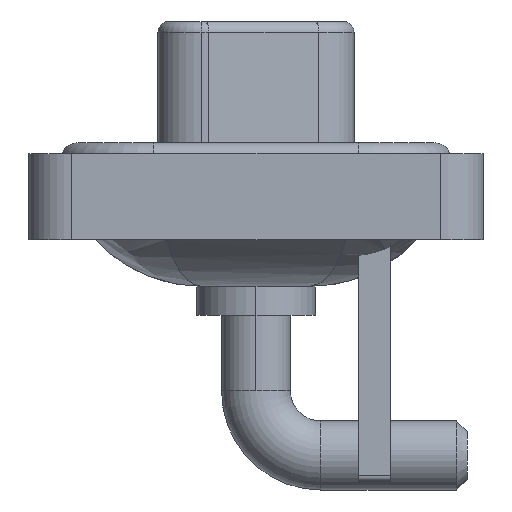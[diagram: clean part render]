
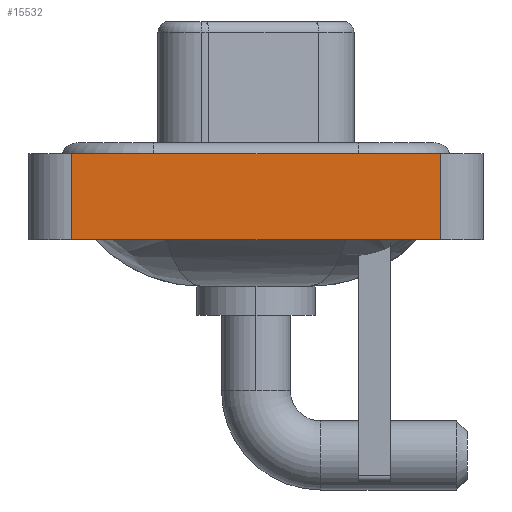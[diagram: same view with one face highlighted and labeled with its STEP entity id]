
A CAD part, left-side view. The second image highlights one B-rep face of the part: STEP entity #15532.
In plain terms, the highlighted planar face has unit normal (-1, 0, 0).
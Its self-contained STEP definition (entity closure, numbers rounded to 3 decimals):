
#402 = ORIENTED_EDGE ( 'NONE', *, *, #7011, .F. ) ;
#2101 = FACE_OUTER_BOUND ( 'NONE', #8656, .T. ) ;
#2287 = VECTOR ( 'NONE', #13689, 1000. ) ;
#2584 = CARTESIAN_POINT ( 'NONE',  ( -7.35, -8.55, -3.6 ) ) ;
#2726 = CARTESIAN_POINT ( 'NONE',  ( -7.35, 8.55, 0.4 ) ) ;
#4028 = VERTEX_POINT ( 'NONE', #2726 ) ;
#5494 = ORIENTED_EDGE ( 'NONE', *, *, #18426, .T. ) ;
#5657 = DIRECTION ( 'NONE',  ( 0., 0., 1. ) ) ;
#5825 = VERTEX_POINT ( 'NONE', #9399 ) ;
#5852 = CARTESIAN_POINT ( 'NONE',  ( -7.35, 8.55, -3.6 ) ) ;
#6496 = PLANE ( 'NONE',  #11164 ) ;
#6972 = DIRECTION ( 'NONE',  ( 0., -1., 0. ) ) ;
#7011 = EDGE_CURVE ( 'NONE', #12653, #4028, #17268, .T. ) ;
#7661 = VECTOR ( 'NONE', #16024, 1000. ) ;
#7884 = LINE ( 'NONE', #12449, #2287 ) ;
#8386 = ORIENTED_EDGE ( 'NONE', *, *, #10803, .F. ) ;
#8656 = EDGE_LOOP ( 'NONE', ( #5494, #8386, #402, #11111 ) ) ;
#8693 = CARTESIAN_POINT ( 'NONE',  ( -7.35, -8.55, 0.4 ) ) ;
#9399 = CARTESIAN_POINT ( 'NONE',  ( -7.35, -8.55, -3.6 ) ) ;
#9805 = LINE ( 'NONE', #12668, #13531 ) ;
#10803 = EDGE_CURVE ( 'NONE', #4028, #13867, #7884, .T. ) ;
#11111 = ORIENTED_EDGE ( 'NONE', *, *, #14246, .T. ) ;
#11163 = LINE ( 'NONE', #2584, #12730 ) ;
#11164 = AXIS2_PLACEMENT_3D ( 'NONE', #12288, #16865, #16676 ) ;
#12288 = CARTESIAN_POINT ( 'NONE',  ( -7.35, -8.55, -3.6 ) ) ;
#12449 = CARTESIAN_POINT ( 'NONE',  ( -7.35, -8.55, 0.4 ) ) ;
#12653 = VERTEX_POINT ( 'NONE', #14064 ) ;
#12668 = CARTESIAN_POINT ( 'NONE',  ( -7.35, -8.55, -3.6 ) ) ;
#12730 = VECTOR ( 'NONE', #5657, 1000. ) ;
#13531 = VECTOR ( 'NONE', #6972, 1000. ) ;
#13689 = DIRECTION ( 'NONE',  ( 0., -1., 0. ) ) ;
#13867 = VERTEX_POINT ( 'NONE', #8693 ) ;
#14064 = CARTESIAN_POINT ( 'NONE',  ( -7.35, 8.55, -3.6 ) ) ;
#14246 = EDGE_CURVE ( 'NONE', #12653, #5825, #9805, .T. ) ;
#15532 = ADVANCED_FACE ( 'NONE', ( #2101 ), #6496, .T. ) ;
#16024 = DIRECTION ( 'NONE',  ( 0., 0., 1. ) ) ;
#16676 = DIRECTION ( 'NONE',  ( 0., 0., 1. ) ) ;
#16865 = DIRECTION ( 'NONE',  ( -1., 0., 0. ) ) ;
#17268 = LINE ( 'NONE', #5852, #7661 ) ;
#18426 = EDGE_CURVE ( 'NONE', #5825, #13867, #11163, .T. ) ;
